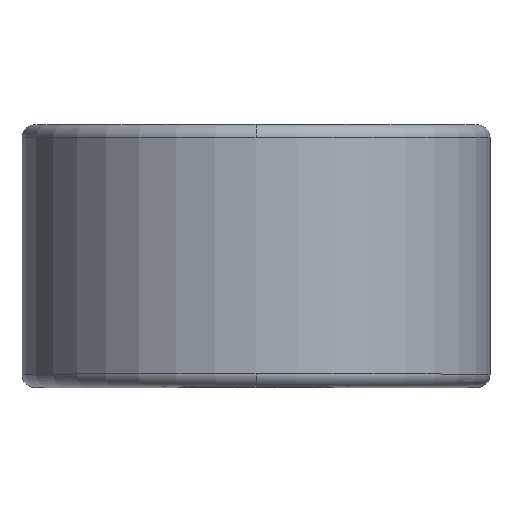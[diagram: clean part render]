
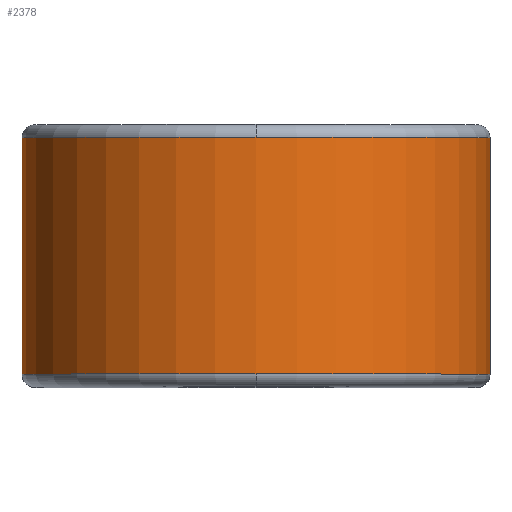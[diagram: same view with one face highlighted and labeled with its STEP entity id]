
A CAD part, top view. The second image highlights one B-rep face of the part: STEP entity #2378.
In plain terms, the highlighted cylindrical face has radius 9.1 mm (diameter 18.2 mm), a partial arc.
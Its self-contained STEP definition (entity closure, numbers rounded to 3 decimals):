
#98 = DIRECTION ( 'NONE',  ( 0., -1., 0. ) ) ;
#295 = LINE ( 'NONE', #1167, #5892 ) ;
#548 = CYLINDRICAL_SURFACE ( 'NONE', #2594, 9.1 ) ;
#1160 = DIRECTION ( 'NONE',  ( 0., 0., 1. ) ) ;
#1167 = CARTESIAN_POINT ( 'NONE',  ( -9.1, 5.1, 10.2 ) ) ;
#1192 = CIRCLE ( 'NONE', #11889, 9.1 ) ;
#1791 = DIRECTION ( 'NONE',  ( 0., 0., 1. ) ) ;
#2180 = DIRECTION ( 'NONE',  ( 0., 0., -1. ) ) ;
#2378 = ADVANCED_FACE ( 'NONE', ( #6935 ), #548, .T. ) ;
#2405 = AXIS2_PLACEMENT_3D ( 'NONE', #6296, #11010, #10110 ) ;
#2416 = CARTESIAN_POINT ( 'NONE',  ( 0., 4.6, 10.2 ) ) ;
#2594 = AXIS2_PLACEMENT_3D ( 'NONE', #6884, #10657, #2180 ) ;
#2642 = EDGE_CURVE ( 'NONE', #9836, #3813, #1192, .T. ) ;
#2817 = EDGE_CURVE ( 'NONE', #7842, #4684, #8294, .T. ) ;
#2955 = CARTESIAN_POINT ( 'NONE',  ( 9.1, 5.1, 10.2 ) ) ;
#3088 = EDGE_CURVE ( 'NONE', #4684, #8794, #6162, .T. ) ;
#3372 = CARTESIAN_POINT ( 'NONE',  ( -9.1, 4.6, 10.2 ) ) ;
#3493 = ORIENTED_EDGE ( 'NONE', *, *, #8470, .T. ) ;
#3813 = VERTEX_POINT ( 'NONE', #9361 ) ;
#4100 = CARTESIAN_POINT ( 'NONE',  ( 9.1, -4.6, 10.2 ) ) ;
#4230 = DIRECTION ( 'NONE',  ( 0., -1., 0. ) ) ;
#4242 = AXIS2_PLACEMENT_3D ( 'NONE', #5143, #7895, #1160 ) ;
#4317 = ORIENTED_EDGE ( 'NONE', *, *, #2817, .T. ) ;
#4330 = ORIENTED_EDGE ( 'NONE', *, *, #7921, .F. ) ;
#4684 = VERTEX_POINT ( 'NONE', #11311 ) ;
#5024 = CIRCLE ( 'NONE', #4242, 9.1 ) ;
#5143 = CARTESIAN_POINT ( 'NONE',  ( 0., 4.6, 10.2 ) ) ;
#5892 = VECTOR ( 'NONE', #6075, 1000. ) ;
#6075 = DIRECTION ( 'NONE',  ( 0., -1., 0. ) ) ;
#6162 = CIRCLE ( 'NONE', #2405, 9.1 ) ;
#6197 = DIRECTION ( 'NONE',  ( 0., 0., 1. ) ) ;
#6296 = CARTESIAN_POINT ( 'NONE',  ( 0., -4.6, 10.2 ) ) ;
#6584 = EDGE_LOOP ( 'NONE', ( #4330, #11868, #7320, #3493, #4317, #10858 ) ) ;
#6715 = VERTEX_POINT ( 'NONE', #3372 ) ;
#6796 = LINE ( 'NONE', #2955, #10950 ) ;
#6884 = CARTESIAN_POINT ( 'NONE',  ( 0., 5.1, 10.2 ) ) ;
#6886 = CARTESIAN_POINT ( 'NONE',  ( 9.1, 4.6, 10.2 ) ) ;
#6935 = FACE_OUTER_BOUND ( 'NONE', #6584, .T. ) ;
#7320 = ORIENTED_EDGE ( 'NONE', *, *, #11075, .T. ) ;
#7842 = VERTEX_POINT ( 'NONE', #8202 ) ;
#7895 = DIRECTION ( 'NONE',  ( 0., -1., 0. ) ) ;
#7921 = EDGE_CURVE ( 'NONE', #9836, #8794, #6796, .T. ) ;
#8202 = CARTESIAN_POINT ( 'NONE',  ( -9.1, -4.6, 10.2 ) ) ;
#8294 = CIRCLE ( 'NONE', #12099, 9.1 ) ;
#8470 = EDGE_CURVE ( 'NONE', #6715, #7842, #295, .T. ) ;
#8794 = VERTEX_POINT ( 'NONE', #4100 ) ;
#9310 = CARTESIAN_POINT ( 'NONE',  ( 0., -4.6, 10.2 ) ) ;
#9361 = CARTESIAN_POINT ( 'NONE',  ( 0., 4.6, 19.3 ) ) ;
#9836 = VERTEX_POINT ( 'NONE', #6886 ) ;
#10110 = DIRECTION ( 'NONE',  ( 0., 0., 1. ) ) ;
#10657 = DIRECTION ( 'NONE',  ( 0., -1., 0. ) ) ;
#10858 = ORIENTED_EDGE ( 'NONE', *, *, #3088, .T. ) ;
#10950 = VECTOR ( 'NONE', #98, 1000. ) ;
#11010 = DIRECTION ( 'NONE',  ( 0., 1., 0. ) ) ;
#11075 = EDGE_CURVE ( 'NONE', #3813, #6715, #5024, .T. ) ;
#11272 = DIRECTION ( 'NONE',  ( 0., 1., 0. ) ) ;
#11311 = CARTESIAN_POINT ( 'NONE',  ( 0., -4.6, 19.3 ) ) ;
#11868 = ORIENTED_EDGE ( 'NONE', *, *, #2642, .T. ) ;
#11889 = AXIS2_PLACEMENT_3D ( 'NONE', #2416, #4230, #6197 ) ;
#12099 = AXIS2_PLACEMENT_3D ( 'NONE', #9310, #11272, #1791 ) ;
